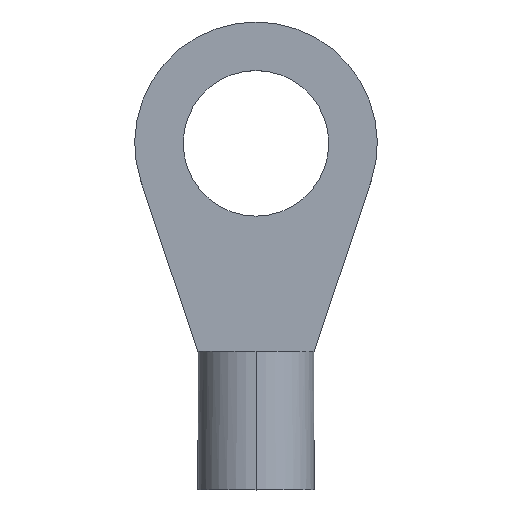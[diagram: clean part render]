
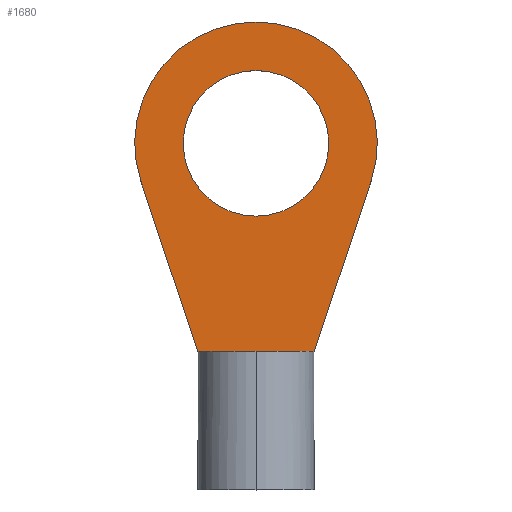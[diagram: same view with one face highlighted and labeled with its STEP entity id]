
A CAD part, top view. The second image highlights one B-rep face of the part: STEP entity #1680.
In plain terms, the highlighted face is planar.
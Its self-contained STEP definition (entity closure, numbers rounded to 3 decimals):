
#120=CARTESIAN_POINT('',(8.19,214.078,
127.11));
#130=VERTEX_POINT('',#120);
#160=CARTESIAN_POINT('',(7.559,209.986,
126.407));
#170=DIRECTION('',(0.,0.169,
-0.986));
#180=DIRECTION('',(0.15,0.974,0.168
));
#190=AXIS2_PLACEMENT_3D('',#160,#170,#180);
#200=CIRCLE('',#190,4.2);
#210=CARTESIAN_POINT('',(6.928,205.894,
125.703));
#220=VERTEX_POINT('',#210);
#230=EDGE_CURVE('',#220,#130,#200,.T.);
#1070=CARTESIAN_POINT('',(7.723,212.263,
126.798));
#1080=DIRECTION('',(0.,-0.169,
0.986));
#1090=DIRECTION('',(1.,0.,0.));
#1100=AXIS2_PLACEMENT_3D('',#1070,#1080,#1090);
#1110=PLANE('',#1100);
#1120=CARTESIAN_POINT('',(0.,215.684,127.386));
#1130=DIRECTION('',(-0.985,-0.17,
-0.029));
#1140=VECTOR('',#1130,1.);
#1150=LINE('',#1120,#1140);
#1160=CARTESIAN_POINT('',(6.35,216.781,
127.575));
#1170=VERTEX_POINT('',#1160);
#1180=CARTESIAN_POINT('',(-3.801,215.027,
127.273));
#1190=VERTEX_POINT('',#1180);
#1200=EDGE_CURVE('',#1170,#1190,#1150,.T.);
#1210=ORIENTED_EDGE('',*,*,#1200,.F.);
#1220=CARTESIAN_POINT('',(-36.95,0.,90.305));
#1230=DIRECTION('',(-0.15,-0.974,
-0.168));
#1240=VECTOR('',#1230,1.);
#1250=LINE('',#1220,#1240);
#1260=CARTESIAN_POINT('',(-3.932,214.181,
127.128));
#1270=VERTEX_POINT('',#1260);
#1280=EDGE_CURVE('',#1190,#1270,#1250,.T.);
#1290=ORIENTED_EDGE('',*,*,#1280,.F.);
#1300=CARTESIAN_POINT('',(-36.95,0.,90.305));
#1310=DIRECTION('',(-0.15,-0.974,
-0.168));
#1320=VECTOR('',#1310,1.);
#1330=LINE('',#1300,#1320);
#1340=CARTESIAN_POINT('',(-4.305,211.763,
126.712));
#1350=VERTEX_POINT('',#1340);
#1360=EDGE_CURVE('',#1270,#1350,#1330,.T.);
#1370=ORIENTED_EDGE('',*,*,#1360,.F.);
#1380=CARTESIAN_POINT('',(-4.677,209.344,
126.296));
#1390=VERTEX_POINT('',#1380);
#1400=EDGE_CURVE('',#1350,#1390,#1330,.T.);
#1410=ORIENTED_EDGE('',*,*,#1400,.F.);
#1420=CARTESIAN_POINT('',(-4.808,208.498,
126.151));
#1430=VERTEX_POINT('',#1420);
#1440=EDGE_CURVE('',#1390,#1430,#1250,.T.);
#1450=ORIENTED_EDGE('',*,*,#1440,.F.);
#1460=CARTESIAN_POINT('',(0.,206.061,125.732));
#1470=DIRECTION('',(0.889,-0.451,
-0.078));
#1480=VECTOR('',#1470,1.);
#1490=LINE('',#1460,#1480);
#1500=CARTESIAN_POINT('',(4.357,203.852,
125.352));
#1510=VERTEX_POINT('',#1500);
#1520=EDGE_CURVE('',#1430,#1510,#1490,.T.);
#1530=ORIENTED_EDGE('',*,*,#1520,.F.);
#1540=CARTESIAN_POINT('',(7.559,209.986,
126.407));
#1550=DIRECTION('',(0.,0.169,
-0.986));
#1560=DIRECTION('',(1.,0.,0.));
#1570=AXIS2_PLACEMENT_3D('',#1540,#1550,#1560);
#1580=CIRCLE('',#1570,7.);
#1590=EDGE_CURVE('',#1170,#1510,#1580,.T.);
#1600=ORIENTED_EDGE('',*,*,#1590,.T.);
#1610=EDGE_LOOP('',(#1600,#1530,#1450,#1410,#1370,#1290,#1210));
#1620=FACE_OUTER_BOUND('',#1610,.T.);
#1630=EDGE_CURVE('',#130,#220,#200,.T.);
#1640=ORIENTED_EDGE('',*,*,#1630,.F.);
#1650=ORIENTED_EDGE('',*,*,#230,.F.);
#1660=EDGE_LOOP('',(#1650,#1640));
#1670=FACE_BOUND('',#1660,.T.);
#1680=ADVANCED_FACE('',(#1620,#1670),#1110,.F.);
